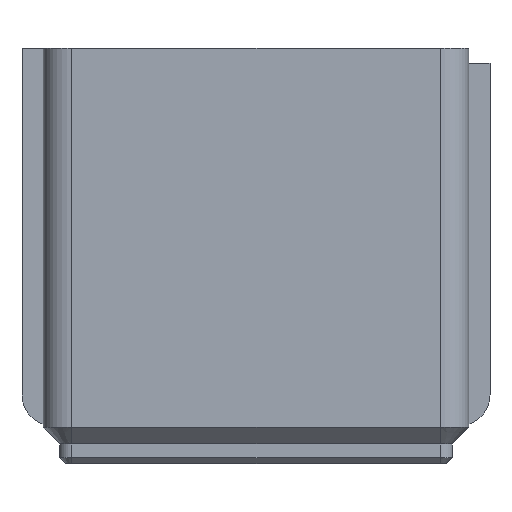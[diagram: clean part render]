
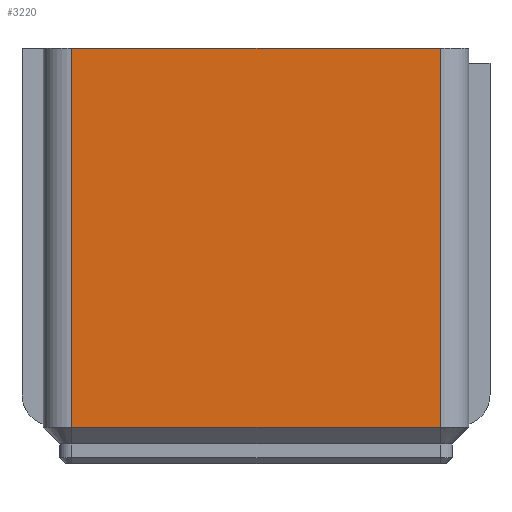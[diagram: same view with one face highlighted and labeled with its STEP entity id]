
A CAD part, left-side view. The second image highlights one B-rep face of the part: STEP entity #3220.
In plain terms, the highlighted planar face has unit normal (-1, 0, 0).
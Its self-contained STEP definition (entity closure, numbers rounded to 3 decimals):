
#147=PLANE('',#3543);
#275=LINE('',#4942,#603);
#436=LINE('',#5381,#764);
#480=LINE('',#5546,#808);
#481=LINE('',#5548,#809);
#603=VECTOR('',#3819,10.);
#764=VECTOR('',#4260,10.);
#808=VECTOR('',#4488,10.);
#809=VECTOR('',#4491,10.);
#1044=FACE_OUTER_BOUND('',#1231,.T.);
#1231=EDGE_LOOP('',(#3030,#3031,#3032,#3033));
#1477=VERTEX_POINT('',#4939);
#1478=VERTEX_POINT('',#4941);
#1615=VERTEX_POINT('',#5376);
#1616=VERTEX_POINT('',#5380);
#1805=EDGE_CURVE('',#1478,#1477,#275,.T.);
#2026=EDGE_CURVE('',#1616,#1615,#436,.T.);
#2108=EDGE_CURVE('',#1478,#1616,#480,.T.);
#2109=EDGE_CURVE('',#1615,#1477,#481,.T.);
#3030=ORIENTED_EDGE('',*,*,#2108,.F.);
#3031=ORIENTED_EDGE('',*,*,#1805,.T.);
#3032=ORIENTED_EDGE('',*,*,#2109,.F.);
#3033=ORIENTED_EDGE('',*,*,#2026,.F.);
#3220=ADVANCED_FACE('',(#1044),#147,.T.);
#3543=AXIS2_PLACEMENT_3D('',#5547,#4489,#4490);
#3819=DIRECTION('',(0.,1.,0.));
#4260=DIRECTION('',(0.,1.,0.));
#4488=DIRECTION('',(0.,0.,-1.));
#4489=DIRECTION('center_axis',(-1.,0.,0.));
#4490=DIRECTION('ref_axis',(0.,-1.,0.));
#4491=DIRECTION('',(0.,0.,1.));
#4939=CARTESIAN_POINT('',(0.,51.75,49.2));
#4941=CARTESIAN_POINT('',(0.,3.75,49.2));
#4942=CARTESIAN_POINT('',(0.,41.625,49.2));
#5376=CARTESIAN_POINT('',(0.,51.75,-0.25));
#5380=CARTESIAN_POINT('',(0.,3.75,-0.25));
#5381=CARTESIAN_POINT('',(0.,8.75,-0.25));
#5546=CARTESIAN_POINT('',(0.,3.75,0.));
#5547=CARTESIAN_POINT('Origin',(0.,55.5,0.));
#5548=CARTESIAN_POINT('',(0.,51.75,0.));
